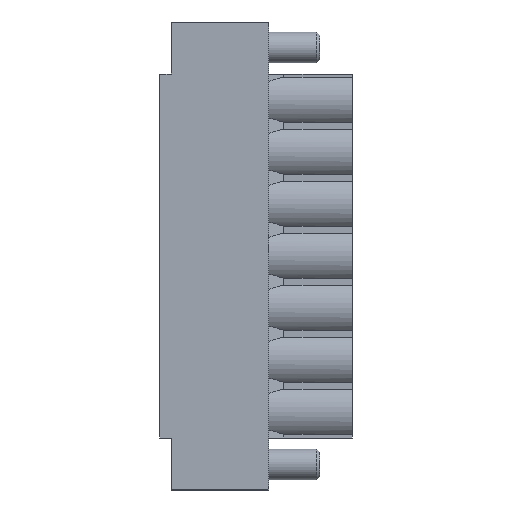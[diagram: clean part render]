
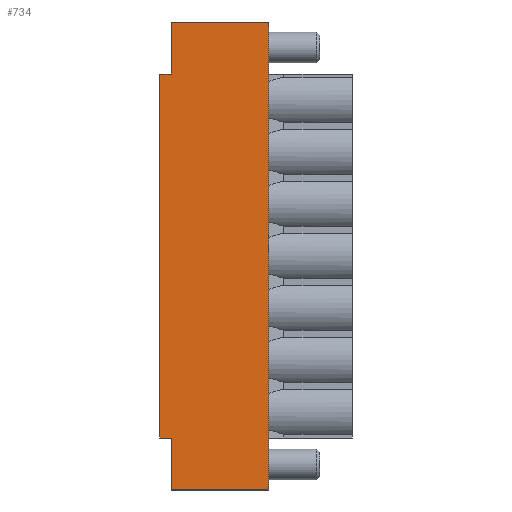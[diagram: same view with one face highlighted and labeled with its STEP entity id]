
A CAD part, front view. The second image highlights one B-rep face of the part: STEP entity #734.
In plain terms, the highlighted planar face has unit normal (0, -1, 0).
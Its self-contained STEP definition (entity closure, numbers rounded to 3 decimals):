
#734 = ADVANCED_FACE( '', ( #1626 ), #1627, .F. );
#1626 = FACE_OUTER_BOUND( '', #2651, .T. );
#1627 = PLANE( '', #2652 );
#2651 = EDGE_LOOP( '', ( #4638, #4639, #4640, #4641, #4642, #4643, #4644, #4645 ) );
#2652 = AXIS2_PLACEMENT_3D( '', #4646, #4647, #4648 );
#4638 = ORIENTED_EDGE( '', *, *, #6276, .T. );
#4639 = ORIENTED_EDGE( '', *, *, #6049, .T. );
#4640 = ORIENTED_EDGE( '', *, *, #6139, .T. );
#4641 = ORIENTED_EDGE( '', *, *, #5919, .T. );
#4642 = ORIENTED_EDGE( '', *, *, #6277, .F. );
#4643 = ORIENTED_EDGE( '', *, *, #6278, .F. );
#4644 = ORIENTED_EDGE( '', *, *, #6279, .F. );
#4645 = ORIENTED_EDGE( '', *, *, #6127, .F. );
#4646 = CARTESIAN_POINT( '', ( 415.392, 196.042, 100.12 ) );
#4647 = DIRECTION( '', ( 0., 1., 0. ) );
#4648 = DIRECTION( '', ( 1., 0., 0. ) );
#5919 = EDGE_CURVE( '', #7159, #7156, #7160, .T. );
#6049 = EDGE_CURVE( '', #7345, #7346, #7347, .T. );
#6127 = EDGE_CURVE( '', #7454, #7456, #7457, .T. );
#6139 = EDGE_CURVE( '', #7346, #7159, #7473, .T. );
#6276 = EDGE_CURVE( '', #7454, #7345, #7651, .T. );
#6277 = EDGE_CURVE( '', #7652, #7156, #7653, .T. );
#6278 = EDGE_CURVE( '', #7654, #7652, #7655, .T. );
#6279 = EDGE_CURVE( '', #7456, #7654, #7656, .T. );
#7156 = VERTEX_POINT( '', #8803 );
#7159 = VERTEX_POINT( '', #8807 );
#7160 = LINE( '', #8808, #8809 );
#7345 = VERTEX_POINT( '', #9056 );
#7346 = VERTEX_POINT( '', #9057 );
#7347 = LINE( '', #9058, #9059 );
#7454 = VERTEX_POINT( '', #9205 );
#7456 = VERTEX_POINT( '', #9208 );
#7457 = LINE( '', #9209, #9210 );
#7473 = LINE( '', #9230, #9231 );
#7651 = LINE( '', #9472, #9473 );
#7652 = VERTEX_POINT( '', #9474 );
#7653 = LINE( '', #9475, #9476 );
#7654 = VERTEX_POINT( '', #9477 );
#7655 = LINE( '', #9478, #9479 );
#7656 = LINE( '', #9480, #9481 );
#8803 = CARTESIAN_POINT( '', ( 415.392, 196.042, 115.24 ) );
#8807 = CARTESIAN_POINT( '', ( 405.892, 196.042, 115.24 ) );
#8808 = CARTESIAN_POINT( '', ( 415.392, 196.042, 115.24 ) );
#8809 = VECTOR( '', #10230, 1000. );
#9056 = CARTESIAN_POINT( '', ( 404.742, 196.042, 120.32 ) );
#9057 = CARTESIAN_POINT( '', ( 405.892, 196.042, 120.32 ) );
#9058 = CARTESIAN_POINT( '', ( 415.392, 196.042, 120.32 ) );
#9059 = VECTOR( '', #10374, 1000. );
#9205 = CARTESIAN_POINT( '', ( 404.742, 196.042, 155.88 ) );
#9208 = CARTESIAN_POINT( '', ( 405.892, 196.042, 155.88 ) );
#9209 = CARTESIAN_POINT( '', ( 415.392, 196.042, 155.88 ) );
#9210 = VECTOR( '', #10451, 1000. );
#9230 = CARTESIAN_POINT( '', ( 405.892, 196.042, 120.32 ) );
#9231 = VECTOR( '', #10468, 1000. );
#9472 = CARTESIAN_POINT( '', ( 404.742, 196.042, 100.12 ) );
#9473 = VECTOR( '', #10595, 1000. );
#9474 = CARTESIAN_POINT( '', ( 415.392, 196.042, 160.96 ) );
#9475 = CARTESIAN_POINT( '', ( 415.392, 196.042, 100.12 ) );
#9476 = VECTOR( '', #10596, 1000. );
#9477 = CARTESIAN_POINT( '', ( 405.892, 196.042, 160.96 ) );
#9478 = CARTESIAN_POINT( '', ( 415.392, 196.042, 160.96 ) );
#9479 = VECTOR( '', #10597, 1000. );
#9480 = CARTESIAN_POINT( '', ( 405.892, 196.042, 155.88 ) );
#9481 = VECTOR( '', #10598, 1000. );
#10230 = DIRECTION( '', ( 1., 0., 0. ) );
#10374 = DIRECTION( '', ( 1., 0., 0. ) );
#10451 = DIRECTION( '', ( 1., 0., 0. ) );
#10468 = DIRECTION( '', ( 0., 0., -1. ) );
#10595 = DIRECTION( '', ( 0., 0., -1. ) );
#10596 = DIRECTION( '', ( 0., 0., -1. ) );
#10597 = DIRECTION( '', ( 1., 0., 0. ) );
#10598 = DIRECTION( '', ( 0., 0., 1. ) );
